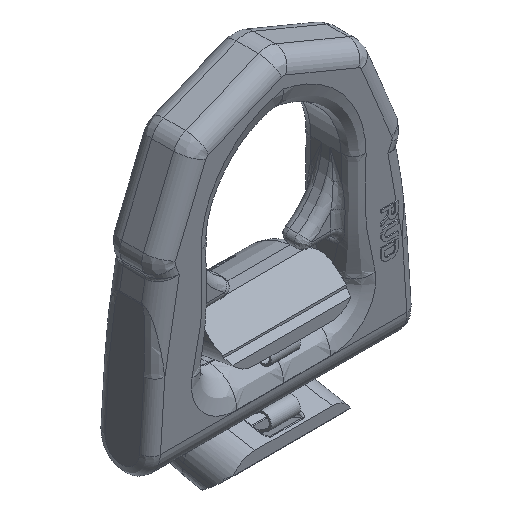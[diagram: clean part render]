
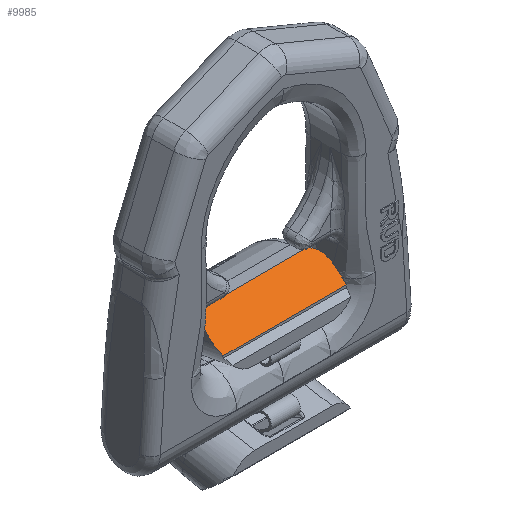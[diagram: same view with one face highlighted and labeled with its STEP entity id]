
A CAD part, isometric view. The second image highlights one B-rep face of the part: STEP entity #9985.
In plain terms, the highlighted planar face has unit normal (0, -0.643, 0.766).
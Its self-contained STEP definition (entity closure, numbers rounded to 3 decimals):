
#1=DIRECTION('',(0.,-0.766,-0.643));
#2=VECTOR('',#1,3.173);
#3=CARTESIAN_POINT('',(-30.,9.5,31.626));
#4=LINE('',#3,#2);
#58=DIRECTION('',(0.,-0.766,-0.643));
#59=VECTOR('',#58,7.089);
#60=CARTESIAN_POINT('',(30.,9.5,31.626));
#61=LINE('',#60,#59);
#411=CARTESIAN_POINT('',(-29.347,3.,26.172));
#412=CARTESIAN_POINT('',(-29.787,4.335,27.293));
#413=CARTESIAN_POINT('',(-30.,5.692,28.431));
#414=CARTESIAN_POINT('',(-30.,7.07,29.587));
#442=CARTESIAN_POINT('',(23.,16.5,37.5));
#443=CARTESIAN_POINT('',(23.672,16.5,37.5));
#444=CARTESIAN_POINT('',(24.788,16.324,37.352));
#445=CARTESIAN_POINT('',(26.58,15.637,36.776));
#446=CARTESIAN_POINT('',(28.249,14.34,35.687));
#447=CARTESIAN_POINT('',(29.585,12.273,33.953));
#448=CARTESIAN_POINT('',(30.,10.53,32.491));
#449=CARTESIAN_POINT('',(30.,9.5,31.626));
#455=DIRECTION('',(1.,0.,0.));
#456=VECTOR('',#455,46.);
#457=CARTESIAN_POINT('',(-23.,16.5,37.5));
#458=LINE('',#457,#456);
#472=CARTESIAN_POINT('',(-30.,9.5,31.626));
#473=CARTESIAN_POINT('',(-30.,10.53,32.491));
#474=CARTESIAN_POINT('',(-29.585,12.273,33.953));
#475=CARTESIAN_POINT('',(-28.249,14.34,35.687));
#476=CARTESIAN_POINT('',(-26.58,15.637,36.776));
#477=CARTESIAN_POINT('',(-24.788,16.324,37.352));
#478=CARTESIAN_POINT('',(-23.672,16.5,37.5));
#479=CARTESIAN_POINT('',(-23.,16.5,37.5));
#7559=CARTESIAN_POINT('',(30.,4.07,27.07));
#7560=CARTESIAN_POINT('',(30.,3.713,26.77));
#7561=CARTESIAN_POINT('',(29.981,3.356,26.471));
#7562=CARTESIAN_POINT('',(29.943,3.,26.172));
#7585=DIRECTION('',(-1.,0.,0.));
#7586=VECTOR('',#7585,59.289);
#7587=CARTESIAN_POINT('',(29.943,3.,26.172));
#7588=LINE('',#7587,#7586);
#7873=CARTESIAN_POINT('',(23.,16.5,37.5));
#7875=VERTEX_POINT('',#7873);
#7878=CARTESIAN_POINT('',(-23.,16.5,37.5));
#7880=VERTEX_POINT('',#7878);
#8911=VERTEX_POINT('',#449);
#8912=VERTEX_POINT('',#472);
#8915=CARTESIAN_POINT('',(30.,4.07,27.07));
#8916=VERTEX_POINT('',#8915);
#8917=VERTEX_POINT('',#7562);
#8918=CARTESIAN_POINT('',(-30.,7.07,29.587));
#8919=VERTEX_POINT('',#8918);
#8920=VERTEX_POINT('',#411);
#9965=CARTESIAN_POINT('',(36.,16.5,37.5));
#9966=DIRECTION('',(0.,-0.643,0.766));
#9967=DIRECTION('',(0.,-0.766,-0.643));
#9968=AXIS2_PLACEMENT_3D('',#9965,#9966,#9967);
#9969=PLANE('',#9968);
#9971=ORIENTED_EDGE('',*,*,#9970,.T.);
#9972=ORIENTED_EDGE('',*,*,#9372,.T.);
#9974=ORIENTED_EDGE('',*,*,#9973,.T.);
#9976=ORIENTED_EDGE('',*,*,#9975,.T.);
#9977=ORIENTED_EDGE('',*,*,#9951,.T.);
#9978=ORIENTED_EDGE('',*,*,#9282,.F.);
#9980=ORIENTED_EDGE('',*,*,#9979,.T.);
#9982=ORIENTED_EDGE('',*,*,#9981,.T.);
#9983=EDGE_LOOP('',(#9971,#9972,#9974,#9976,#9977,#9978,#9980,#9982));
#9984=FACE_OUTER_BOUND('',#9983,.F.);
#9985=ADVANCED_FACE('',(#9984),#9969,.T.);
#415=B_SPLINE_CURVE_WITH_KNOTS('',3,(#411,#412,#413,#414),.UNSPECIFIED.,.F.,.F.,
(4,4),(0.,1.),.UNSPECIFIED.);
#450=B_SPLINE_CURVE_WITH_KNOTS('',3,(#442,#443,#444,#445,#446,#447,#448,#449),
.UNSPECIFIED.,.F.,.F.,(4,1,1,1,1,4),(0.,0.125,0.25,0.5,0.75,1.),
.UNSPECIFIED.);
#480=B_SPLINE_CURVE_WITH_KNOTS('',3,(#472,#473,#474,#475,#476,#477,#478,#479),
.UNSPECIFIED.,.F.,.F.,(4,1,1,1,1,4),(0.,0.25,0.5,0.75,0.875,1.),
.UNSPECIFIED.);
#7563=B_SPLINE_CURVE_WITH_KNOTS('',3,(#7559,#7560,#7561,#7562),.UNSPECIFIED.,
.F.,.F.,(4,4),(0.,1.),.UNSPECIFIED.);
#9282=EDGE_CURVE('',#8912,#8919,#4,.T.);
#9372=EDGE_CURVE('',#8911,#8916,#61,.T.);
#9951=EDGE_CURVE('',#8920,#8919,#415,.T.);
#9970=EDGE_CURVE('',#7875,#8911,#450,.T.);
#9973=EDGE_CURVE('',#8916,#8917,#7563,.T.);
#9975=EDGE_CURVE('',#8917,#8920,#7588,.T.);
#9979=EDGE_CURVE('',#8912,#7880,#480,.T.);
#9981=EDGE_CURVE('',#7880,#7875,#458,.T.);
